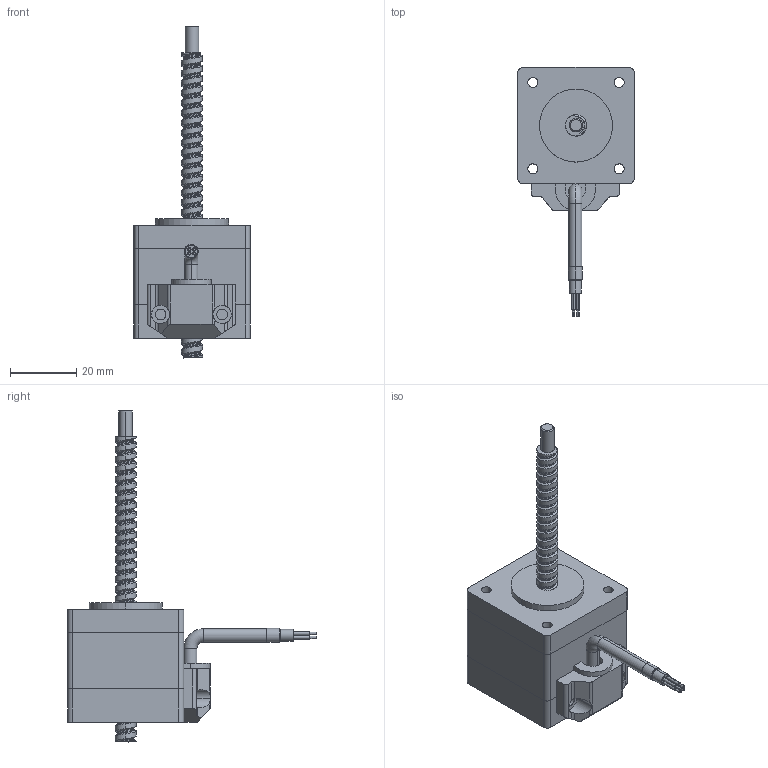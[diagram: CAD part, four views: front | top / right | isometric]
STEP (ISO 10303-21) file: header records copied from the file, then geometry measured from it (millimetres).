
FILE_DESCRIPTION (( 'STEP AP214' ), '1' );
FILE_NAME ('35N234-S5.08-1504-L100-XXX.STEP', '2023-06-30T08:30:35', ( 'MM' ), ( 'Microsoft' ), 'SwSTEP 2.0', 'SolidWorks 2020', '' );
FILE_SCHEMA (( 'AUTOMOTIVE_DESIGN' ));
Length unit declared in the file: millimetre
Products named in the file (1): 35N234-S5.08-1504-L100-XXX
Bounding box: 35 x 75 x 100 mm (x, y, z)
Volume: 45146.9 mm3; surface area: 14231.9 mm2
Topology: 3 solids, 3 shells, 210 faces, 549 edges, 360 vertices
Faces by surface type: cylinder 130, plane 64, bspline 6, torus 6, cone 4
Entity records: 37468 total; most frequent: CARTESIAN_POINT 32002, ORIENTED_EDGE 1098, DIRECTION 1040, EDGE_CURVE 549, AXIS2_PLACEMENT_3D 400, VERTEX_POINT 360, EDGE_LOOP 255, LINE 240
